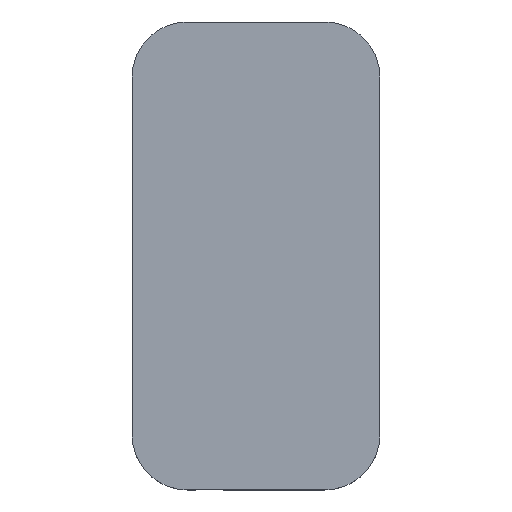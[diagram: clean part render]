
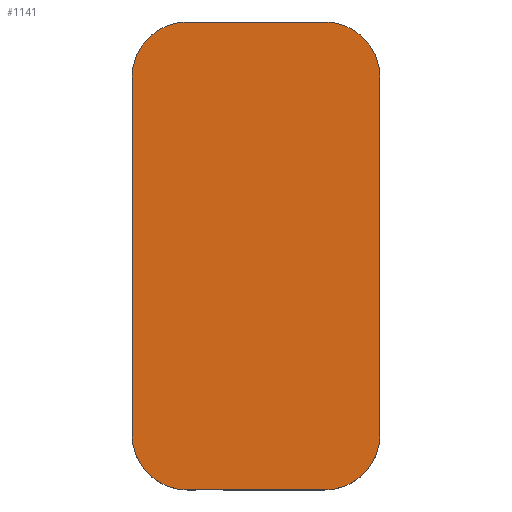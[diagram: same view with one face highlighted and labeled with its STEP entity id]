
A CAD part, top view. The second image highlights one B-rep face of the part: STEP entity #1141.
In plain terms, the highlighted planar face has unit normal (0, 0, 1).
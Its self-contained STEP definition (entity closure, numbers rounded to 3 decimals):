
#346=ORIENTED_EDGE('',*,*,#657,.T.);
#347=ORIENTED_EDGE('',*,*,#676,.T.);
#348=ORIENTED_EDGE('',*,*,#616,.T.);
#349=ORIENTED_EDGE('',*,*,#679,.T.);
#350=ORIENTED_EDGE('',*,*,#681,.T.);
#351=ORIENTED_EDGE('',*,*,#683,.T.);
#352=ORIENTED_EDGE('',*,*,#685,.T.);
#353=ORIENTED_EDGE('',*,*,#686,.T.);
#616=EDGE_CURVE('',#794,#805,#1445,.T.);
#657=EDGE_CURVE('',#841,#840,#1458,.T.);
#676=EDGE_CURVE('',#840,#794,#1264,.T.);
#679=EDGE_CURVE('',#805,#848,#1266,.T.);
#681=EDGE_CURVE('',#848,#849,#1474,.T.);
#683=EDGE_CURVE('',#849,#850,#1267,.T.);
#685=EDGE_CURVE('',#850,#851,#1477,.T.);
#686=EDGE_CURVE('',#851,#841,#1268,.T.);
#794=VERTEX_POINT('',#2505);
#805=VERTEX_POINT('',#2526);
#840=VERTEX_POINT('',#2604);
#841=VERTEX_POINT('',#2606);
#848=VERTEX_POINT('',#2645);
#849=VERTEX_POINT('',#2649);
#850=VERTEX_POINT('',#2653);
#851=VERTEX_POINT('',#2657);
#910=EDGE_LOOP('',(#346,#347,#348,#349,#350,#351,#352,#353));
#1010=FACE_BOUND('',#910,.T.);
#1101=PLANE('',#1747);
#1141=ADVANCED_FACE('',(#1010),#1101,.T.);
#1264=CIRCLE('',#1737,20.);
#1266=CIRCLE('',#1740,20.);
#1267=CIRCLE('',#1743,20.);
#1268=CIRCLE('',#1746,20.);
#1445=LINE('',#2527,#1580);
#1458=LINE('',#2605,#1593);
#1474=LINE('',#2650,#1609);
#1477=LINE('',#2658,#1612);
#1580=VECTOR('',#2009,1000.);
#1593=VECTOR('',#2082,1000.);
#1609=VECTOR('',#2128,1000.);
#1612=VECTOR('',#2137,1000.);
#1737=AXIS2_PLACEMENT_3D('',#2641,#2116,#2117);
#1740=AXIS2_PLACEMENT_3D('',#2646,#2123,#2124);
#1743=AXIS2_PLACEMENT_3D('',#2654,#2132,#2133);
#1746=AXIS2_PLACEMENT_3D('',#2660,#2140,#2141);
#1747=AXIS2_PLACEMENT_3D('',#2661,#2142,#2143);
#2009=DIRECTION('',(1.,0.,0.));
#2082=DIRECTION('',(0.,-1.,0.));
#2116=DIRECTION('',(0.,0.,1.));
#2117=DIRECTION('',(1.,0.,0.));
#2123=DIRECTION('',(0.,0.,1.));
#2124=DIRECTION('',(1.,0.,0.));
#2128=DIRECTION('',(0.,1.,0.));
#2132=DIRECTION('',(0.,0.,1.));
#2133=DIRECTION('',(1.,0.,0.));
#2137=DIRECTION('',(-1.,0.,0.));
#2140=DIRECTION('',(0.,0.,1.));
#2141=DIRECTION('',(1.,0.,0.));
#2142=DIRECTION('',(0.,0.,1.));
#2143=DIRECTION('',(1.,0.,0.));
#2505=CARTESIAN_POINT('',(-25.,-85.,30.));
#2526=CARTESIAN_POINT('',(25.,-85.,30.));
#2527=CARTESIAN_POINT('',(-25.,-85.,30.));
#2604=CARTESIAN_POINT('',(-45.,-65.,30.));
#2605=CARTESIAN_POINT('',(-45.,65.,30.));
#2606=CARTESIAN_POINT('',(-45.,65.,30.));
#2641=CARTESIAN_POINT('',(-25.,-65.,30.));
#2645=CARTESIAN_POINT('',(45.,-65.,30.));
#2646=CARTESIAN_POINT('',(25.,-65.,30.));
#2649=CARTESIAN_POINT('',(45.,65.,30.));
#2650=CARTESIAN_POINT('',(45.,-65.,30.));
#2653=CARTESIAN_POINT('',(25.,85.,30.));
#2654=CARTESIAN_POINT('',(25.,65.,30.));
#2657=CARTESIAN_POINT('',(-25.,85.,30.));
#2658=CARTESIAN_POINT('',(25.,85.,30.));
#2660=CARTESIAN_POINT('',(-25.,65.,30.));
#2661=CARTESIAN_POINT('',(-25.,-65.,30.));
